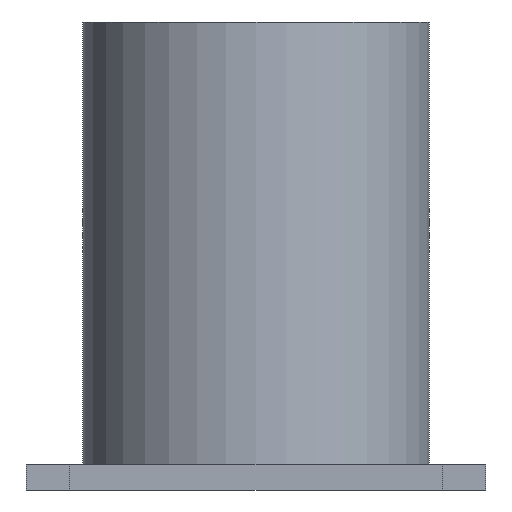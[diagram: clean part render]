
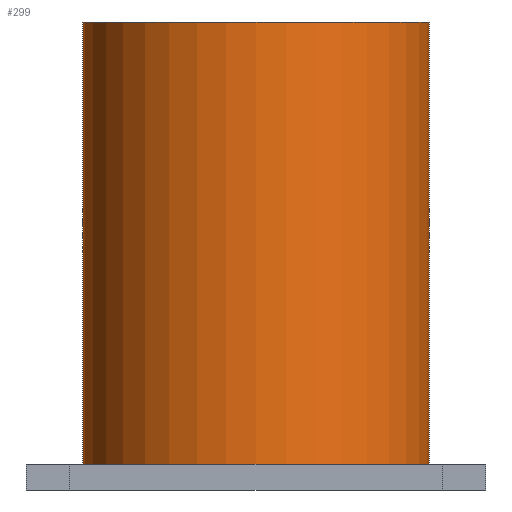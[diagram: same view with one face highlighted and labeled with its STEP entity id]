
A CAD part, front view. The second image highlights one B-rep face of the part: STEP entity #299.
In plain terms, the highlighted cylindrical face has radius 2 mm (diameter 4 mm), a full revolution.
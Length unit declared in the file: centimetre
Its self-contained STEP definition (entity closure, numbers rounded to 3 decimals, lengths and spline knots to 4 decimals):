
#104=FACE_BOUND('',#125,.T.);
#106=CYLINDRICAL_SURFACE('',#318,0.2);
#108=FACE_OUTER_BOUND('',#124,.T.);
#124=EDGE_LOOP('',(#208));
#125=EDGE_LOOP('',(#209));
#141=CIRCLE('',#317,0.2);
#142=CIRCLE('',#319,0.2);
#143=VERTEX_POINT('',#410);
#144=VERTEX_POINT('',#413);
#169=EDGE_CURVE('',#143,#143,#141,.T.);
#170=EDGE_CURVE('',#144,#144,#142,.T.);
#208=ORIENTED_EDGE('',*,*,#169,.F.);
#209=ORIENTED_EDGE('',*,*,#170,.T.);
#299=ADVANCED_FACE('',(#108,#104),#106,.T.);
#317=AXIS2_PLACEMENT_3D('',#411,#338,#339);
#318=AXIS2_PLACEMENT_3D('',#412,#340,#341);
#319=AXIS2_PLACEMENT_3D('',#414,#342,#343);
#338=DIRECTION('center_axis',(0.,0.,1.));
#339=DIRECTION('ref_axis',(1.,0.,0.));
#340=DIRECTION('center_axis',(0.,0.,1.));
#341=DIRECTION('ref_axis',(1.,0.,0.));
#342=DIRECTION('center_axis',(0.,0.,1.));
#343=DIRECTION('ref_axis',(1.,0.,0.));
#410=CARTESIAN_POINT('',(0.2,0.,0.54));
#411=CARTESIAN_POINT('Origin',(0.,0.,0.54));
#412=CARTESIAN_POINT('Origin',(0.,0.,0.03));
#413=CARTESIAN_POINT('',(0.2,0.,0.03));
#414=CARTESIAN_POINT('Origin',(0.,0.,0.03));
